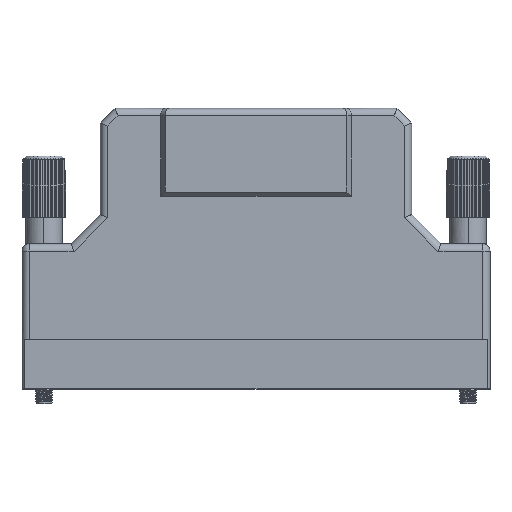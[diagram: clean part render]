
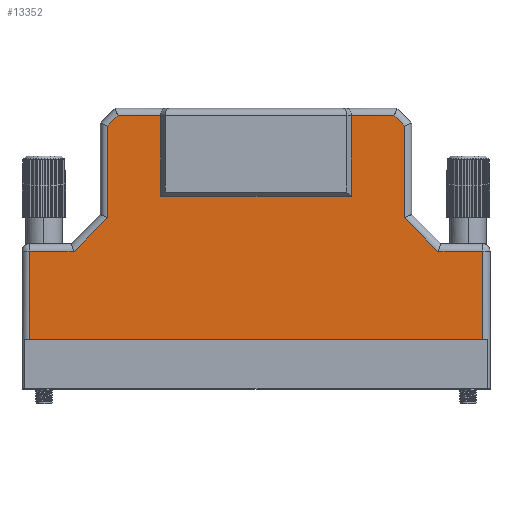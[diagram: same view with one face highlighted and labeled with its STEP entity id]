
A CAD part, top view. The second image highlights one B-rep face of the part: STEP entity #13352.
In plain terms, the highlighted planar face has unit normal (0, 0, 1).
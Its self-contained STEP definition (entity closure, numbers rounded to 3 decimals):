
#138 = CARTESIAN_POINT ( 'NONE',  ( 13., 18.15, 5.9 ) ) ;
#209 = EDGE_CURVE ( 'NONE', #12176, #20969, #4984, .T. ) ;
#245 = CARTESIAN_POINT ( 'NONE',  ( -30.95, -0.35, 5.9 ) ) ;
#424 = CARTESIAN_POINT ( 'NONE',  ( -31.95, 18.15, 5.9 ) ) ;
#602 = CARTESIAN_POINT ( 'NONE',  ( -20.25, -38.85, 5.9 ) ) ;
#1234 = LINE ( 'NONE', #15592, #18310 ) ;
#1710 = VERTEX_POINT ( 'NONE', #23910 ) ;
#2153 = VECTOR ( 'NONE', #7517, 1000. ) ;
#2205 = VECTOR ( 'NONE', #11444, 1000. ) ;
#2304 = VERTEX_POINT ( 'NONE', #18566 ) ;
#2372 = LINE ( 'NONE', #14330, #11023 ) ;
#2417 = DIRECTION ( 'NONE',  ( -1., 0., 0. ) ) ;
#2733 = DIRECTION ( 'NONE',  ( 0., -1., 0. ) ) ;
#2998 = CARTESIAN_POINT ( 'NONE',  ( -48.05, 7.15, 5.9 ) ) ;
#3279 = CARTESIAN_POINT ( 'NONE',  ( 13., -38.85, 5.9 ) ) ;
#3473 = CARTESIAN_POINT ( 'NONE',  ( -47.643, -23.157, 5.9 ) ) ;
#3564 = DIRECTION ( 'NONE',  ( -0.707, 0.707, 0. ) ) ;
#4166 = CARTESIAN_POINT ( 'NONE',  ( -31.95, -12.374, 5.9 ) ) ;
#4257 = VERTEX_POINT ( 'NONE', #138 ) ;
#4371 = DIRECTION ( 'NONE',  ( 0., 1., 0. ) ) ;
#4417 = CARTESIAN_POINT ( 'NONE',  ( 18.836, 18.15, 5.9 ) ) ;
#4984 = LINE ( 'NONE', #2998, #2153 ) ;
#5217 = EDGE_CURVE ( 'NONE', #10500, #20050, #19772, .T. ) ;
#5338 = DIRECTION ( 'NONE',  ( -1., 0., 0. ) ) ;
#5526 = DIRECTION ( 'NONE',  ( 0., -1., 0. ) ) ;
#5594 = VECTOR ( 'NONE', #7417, 1000. ) ;
#5674 = EDGE_CURVE ( 'NONE', #12993, #1710, #13385, .T. ) ;
#5989 = ORIENTED_EDGE ( 'NONE', *, *, #12555, .T. ) ;
#6421 = VECTOR ( 'NONE', #2417, 1000. ) ;
#6593 = EDGE_CURVE ( 'NONE', #1710, #11712, #23964, .T. ) ;
#6831 = DIRECTION ( 'NONE',  ( -0.707, 0.707, 0. ) ) ;
#6950 = VECTOR ( 'NONE', #2733, 1000. ) ;
#7282 = EDGE_CURVE ( 'NONE', #9670, #16965, #8698, .T. ) ;
#7417 = DIRECTION ( 'NONE',  ( 0., 1., 0. ) ) ;
#7427 = CARTESIAN_POINT ( 'NONE',  ( -24.836, -0.35, 5.9 ) ) ;
#7517 = DIRECTION ( 'NONE',  ( 1., 0., 0. ) ) ;
#8265 = CARTESIAN_POINT ( 'NONE',  ( 30.95, -0.35, 5.9 ) ) ;
#8291 = CARTESIAN_POINT ( 'NONE',  ( -20.25, 4.236, 5.9 ) ) ;
#8449 = VECTOR ( 'NONE', #23788, 1000. ) ;
#8698 = LINE ( 'NONE', #10687, #19071 ) ;
#8880 = AXIS2_PLACEMENT_3D ( 'NONE', #23589, #25578, #25831 ) ;
#9013 = EDGE_CURVE ( 'NONE', #16965, #4257, #24854, .T. ) ;
#9670 = VERTEX_POINT ( 'NONE', #25206 ) ;
#9744 = EDGE_CURVE ( 'NONE', #20969, #4257, #13267, .T. ) ;
#9933 = CARTESIAN_POINT ( 'NONE',  ( -20.25, 16.736, 5.9 ) ) ;
#10385 = CARTESIAN_POINT ( 'NONE',  ( -13., 18.15, 5.9 ) ) ;
#10500 = VERTEX_POINT ( 'NONE', #23387 ) ;
#10687 = CARTESIAN_POINT ( 'NONE',  ( 18.543, 18.443, 5.9 ) ) ;
#10699 = ORIENTED_EDGE ( 'NONE', *, *, #15422, .T. ) ;
#10783 = EDGE_CURVE ( 'NONE', #12176, #18574, #18465, .T. ) ;
#10905 = CARTESIAN_POINT ( 'NONE',  ( 20.25, 4.236, 5.9 ) ) ;
#11023 = VECTOR ( 'NONE', #22430, 1000. ) ;
#11032 = VERTEX_POINT ( 'NONE', #9933 ) ;
#11256 = CARTESIAN_POINT ( 'NONE',  ( -30.95, -38.85, 5.9 ) ) ;
#11328 = ORIENTED_EDGE ( 'NONE', *, *, #5674, .T. ) ;
#11444 = DIRECTION ( 'NONE',  ( -1., 0., 0. ) ) ;
#11595 = EDGE_CURVE ( 'NONE', #2304, #11032, #14703, .T. ) ;
#11712 = VERTEX_POINT ( 'NONE', #14445 ) ;
#11741 = VECTOR ( 'NONE', #5526, 1000. ) ;
#11800 = CARTESIAN_POINT ( 'NONE',  ( 13., 7.15, 5.9 ) ) ;
#12176 = VERTEX_POINT ( 'NONE', #23046 ) ;
#12199 = DIRECTION ( 'NONE',  ( -0.707, -0.707, 0. ) ) ;
#12236 = DIRECTION ( 'NONE',  ( -1., 0., 0. ) ) ;
#12555 = EDGE_CURVE ( 'NONE', #25976, #12993, #1234, .T. ) ;
#12843 = VECTOR ( 'NONE', #3564, 1000. ) ;
#12993 = VERTEX_POINT ( 'NONE', #245 ) ;
#13267 = LINE ( 'NONE', #3279, #5594 ) ;
#13352 = ADVANCED_FACE ( 'NONE', ( #19865 ), #25968, .F. ) ;
#13385 = LINE ( 'NONE', #11256, #11741 ) ;
#13571 = LINE ( 'NONE', #25766, #2205 ) ;
#14330 = CARTESIAN_POINT ( 'NONE',  ( 20.25, -38.85, 5.9 ) ) ;
#14445 = CARTESIAN_POINT ( 'NONE',  ( 30.95, -12.374, 5.9 ) ) ;
#14623 = EDGE_LOOP ( 'NONE', ( #24472, #15469, #22762, #21960, #19362, #20571, #23281, #19625, #23441, #5989, #11328, #24410, #20230, #26125, #16360, #10699 ) ) ;
#14703 = LINE ( 'NONE', #24668, #15290 ) ;
#14746 = LINE ( 'NONE', #14882, #17572 ) ;
#14822 = EDGE_CURVE ( 'NONE', #16928, #25976, #19682, .T. ) ;
#14882 = CARTESIAN_POINT ( 'NONE',  ( 30.95, -38.85, 5.9 ) ) ;
#15290 = VECTOR ( 'NONE', #12199, 1000. ) ;
#15422 = EDGE_CURVE ( 'NONE', #20050, #9670, #2372, .T. ) ;
#15469 = ORIENTED_EDGE ( 'NONE', *, *, #9013, .T. ) ;
#15568 = LINE ( 'NONE', #23538, #18319 ) ;
#15592 = CARTESIAN_POINT ( 'NONE',  ( -31.95, -0.35, 5.9 ) ) ;
#16360 = ORIENTED_EDGE ( 'NONE', *, *, #5217, .T. ) ;
#16396 = DIRECTION ( 'NONE',  ( 1., 0., 0. ) ) ;
#16462 = CARTESIAN_POINT ( 'NONE',  ( -13., -38.85, 5.9 ) ) ;
#16928 = VERTEX_POINT ( 'NONE', #8291 ) ;
#16965 = VERTEX_POINT ( 'NONE', #4417 ) ;
#17261 = EDGE_CURVE ( 'NONE', #18574, #2304, #13571, .T. ) ;
#17572 = VECTOR ( 'NONE', #22853, 1000. ) ;
#18252 = VECTOR ( 'NONE', #4371, 1000. ) ;
#18310 = VECTOR ( 'NONE', #12236, 1000. ) ;
#18319 = VECTOR ( 'NONE', #5338, 1000. ) ;
#18465 = LINE ( 'NONE', #16462, #18252 ) ;
#18566 = CARTESIAN_POINT ( 'NONE',  ( -18.836, 18.15, 5.9 ) ) ;
#18574 = VERTEX_POINT ( 'NONE', #10385 ) ;
#18673 = VERTEX_POINT ( 'NONE', #8265 ) ;
#18803 = LINE ( 'NONE', #602, #6950 ) ;
#19071 = VECTOR ( 'NONE', #6831, 1000. ) ;
#19362 = ORIENTED_EDGE ( 'NONE', *, *, #10783, .T. ) ;
#19625 = ORIENTED_EDGE ( 'NONE', *, *, #22285, .T. ) ;
#19682 = LINE ( 'NONE', #3473, #8449 ) ;
#19759 = EDGE_CURVE ( 'NONE', #18673, #10500, #15568, .T. ) ;
#19772 = LINE ( 'NONE', #21498, #12843 ) ;
#19865 = FACE_OUTER_BOUND ( 'NONE', #14623, .T. ) ;
#20050 = VERTEX_POINT ( 'NONE', #10905 ) ;
#20230 = ORIENTED_EDGE ( 'NONE', *, *, #23049, .T. ) ;
#20571 = ORIENTED_EDGE ( 'NONE', *, *, #17261, .T. ) ;
#20969 = VERTEX_POINT ( 'NONE', #11800 ) ;
#21498 = CARTESIAN_POINT ( 'NONE',  ( 15.693, 8.793, 5.9 ) ) ;
#21930 = VECTOR ( 'NONE', #16396, 1000. ) ;
#21960 = ORIENTED_EDGE ( 'NONE', *, *, #209, .F. ) ;
#22285 = EDGE_CURVE ( 'NONE', #11032, #16928, #18803, .T. ) ;
#22430 = DIRECTION ( 'NONE',  ( 0., 1., 0. ) ) ;
#22762 = ORIENTED_EDGE ( 'NONE', *, *, #9744, .F. ) ;
#22853 = DIRECTION ( 'NONE',  ( 0., 1., 0. ) ) ;
#23046 = CARTESIAN_POINT ( 'NONE',  ( -13., 7.15, 5.9 ) ) ;
#23049 = EDGE_CURVE ( 'NONE', #11712, #18673, #14746, .T. ) ;
#23281 = ORIENTED_EDGE ( 'NONE', *, *, #11595, .T. ) ;
#23387 = CARTESIAN_POINT ( 'NONE',  ( 24.836, -0.35, 5.9 ) ) ;
#23441 = ORIENTED_EDGE ( 'NONE', *, *, #14822, .T. ) ;
#23538 = CARTESIAN_POINT ( 'NONE',  ( -31.95, -0.35, 5.9 ) ) ;
#23589 = CARTESIAN_POINT ( 'NONE',  ( -31.95, -38.85, 5.9 ) ) ;
#23788 = DIRECTION ( 'NONE',  ( -0.707, -0.707, 0. ) ) ;
#23910 = CARTESIAN_POINT ( 'NONE',  ( -30.95, -12.374, 5.9 ) ) ;
#23964 = LINE ( 'NONE', #4166, #21930 ) ;
#24410 = ORIENTED_EDGE ( 'NONE', *, *, #6593, .T. ) ;
#24472 = ORIENTED_EDGE ( 'NONE', *, *, #7282, .T. ) ;
#24668 = CARTESIAN_POINT ( 'NONE',  ( -20.543, 16.443, 5.9 ) ) ;
#24854 = LINE ( 'NONE', #424, #6421 ) ;
#25206 = CARTESIAN_POINT ( 'NONE',  ( 20.25, 16.736, 5.9 ) ) ;
#25578 = DIRECTION ( 'NONE',  ( 0., 0., -1. ) ) ;
#25766 = CARTESIAN_POINT ( 'NONE',  ( -31.95, 18.15, 5.9 ) ) ;
#25831 = DIRECTION ( 'NONE',  ( -1., 0., 0. ) ) ;
#25968 = PLANE ( 'NONE',  #8880 ) ;
#25976 = VERTEX_POINT ( 'NONE', #7427 ) ;
#26125 = ORIENTED_EDGE ( 'NONE', *, *, #19759, .T. ) ;
